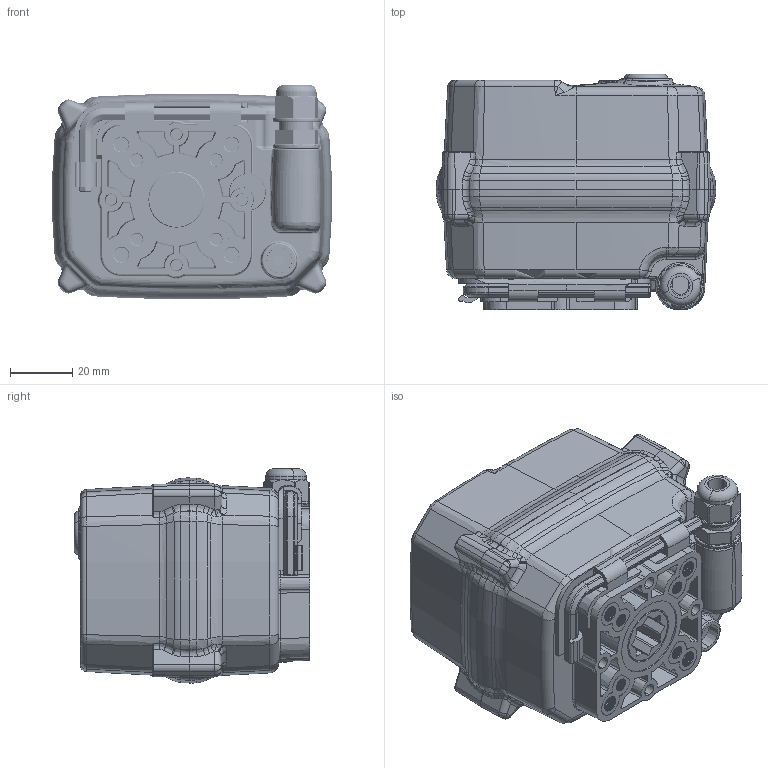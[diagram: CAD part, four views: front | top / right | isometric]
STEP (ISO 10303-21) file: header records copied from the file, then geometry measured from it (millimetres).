
FILE_DESCRIPTION(('FreeCAD Model'),'2;1');
FILE_NAME( 'AVA 10 BASIC 3D.step', '2021-09-20T12:06:50',('Author'),(''), 'Open CASCADE STEP processor 7.3','FreeCAD','Unknown');
FILE_SCHEMA(('AUTOMOTIVE_DESIGN { 1 0 10303 214 1 1 1 1 }'));
Length unit declared in the file: millimetre
Products named in the file (13): 10_Series; 10_Series_Base_Housing; 10_Seires_Top_Housing; Manual_Override_Seal; Manual_Override; Indicator_Platform; Indicator; Top_Right_Thread; Dome; M10x1.5_Gland; Output_Drive; Allen_CLip; Allen_Key
Assembly tree (15 placements, depth 2):
  10_Series
    10_Series_Base_Housing
    10_Seires_Top_Housing
    Manual_Override_Seal
    Manual_Override
    Indicator_Platform
    Indicator
    Top_Right_Thread  x4
    Dome
    M10x1.5_Gland
    Output_Drive
    Allen_CLip
    Allen_Key
Bounding box: 89.8 x 75.6 x 68.9 mm (x, y, z)
Volume: 106983.1 mm3; surface area: 79945.4 mm2
Topology: 15 solids, 15 shells, 2746 faces, 7252 edges, 4605 vertices
Faces by surface type: cylinder 1045, plane 638, bspline 592, cone 271, torus 171, sphere 17, revolution 12
Entity records: 247657 total; most frequent: CARTESIAN_POINT 131349, DIRECTION 18964, ORIENTED_EDGE 12676, PCURVE 12676, DEFINITIONAL_REPRESENTATION 12676, LINE 9415, VECTOR 9415, EDGE_CURVE 6338
